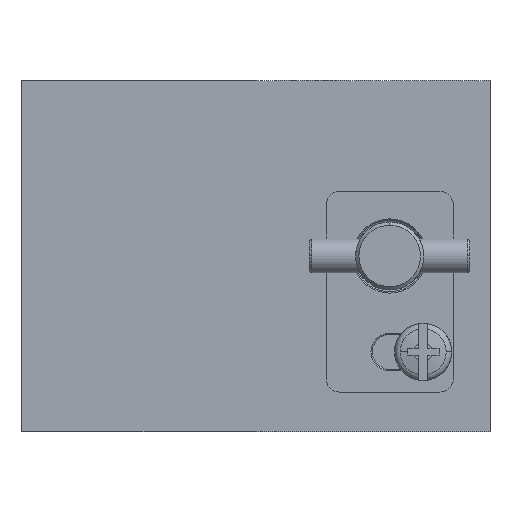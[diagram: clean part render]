
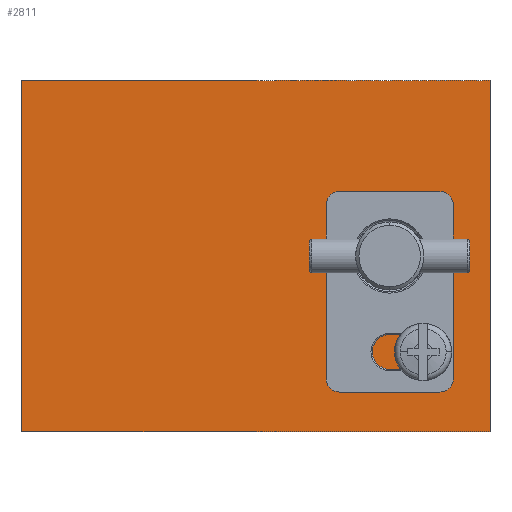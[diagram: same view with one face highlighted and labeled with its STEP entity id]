
A CAD part, left-side view. The second image highlights one B-rep face of the part: STEP entity #2811.
In plain terms, the highlighted planar face has unit normal (-1, 0, 0).
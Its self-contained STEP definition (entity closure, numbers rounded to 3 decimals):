
#352 = AXIS2_PLACEMENT_3D ( 'NONE', #13600, #7839, #6490 ) ;
#508 = CARTESIAN_POINT ( 'NONE',  ( 0., -60., 11.9 ) ) ;
#520 = EDGE_LOOP ( 'NONE', ( #14030, #1569, #13351, #2306 ) ) ;
#984 = DIRECTION ( 'NONE',  ( 0., 1., 0. ) ) ;
#1569 = ORIENTED_EDGE ( 'NONE', *, *, #11251, .F. ) ;
#1599 = EDGE_CURVE ( 'NONE', #14169, #14488, #6368, .T. ) ;
#1638 = CARTESIAN_POINT ( 'NONE',  ( 0., 0., 52.5 ) ) ;
#1669 = DIRECTION ( 'NONE',  ( 0., 0., 1. ) ) ;
#1764 = ORIENTED_EDGE ( 'NONE', *, *, #4349, .F. ) ;
#1848 = VERTEX_POINT ( 'NONE', #9649 ) ;
#2306 = ORIENTED_EDGE ( 'NONE', *, *, #14203, .T. ) ;
#2408 = CARTESIAN_POINT ( 'NONE',  ( 0., -70., 52.5 ) ) ;
#2648 = VECTOR ( 'NONE', #11125, 1000. ) ;
#2688 = LINE ( 'NONE', #3563, #11238 ) ;
#2811 = ADVANCED_FACE ( 'NONE', ( #8210, #8932, #8225 ), #3516, .F. ) ;
#2848 = AXIS2_PLACEMENT_3D ( 'NONE', #9591, #11833, #10770 ) ;
#2991 = LINE ( 'NONE', #9958, #2648 ) ;
#3052 = DIRECTION ( 'NONE',  ( -1., 0., 0. ) ) ;
#3268 = EDGE_CURVE ( 'NONE', #5397, #11568, #11989, .T. ) ;
#3516 = PLANE ( 'NONE',  #8679 ) ;
#3563 = CARTESIAN_POINT ( 'NONE',  ( 0., 0., 0. ) ) ;
#3647 = AXIS2_PLACEMENT_3D ( 'NONE', #508, #8632, #1669 ) ;
#4349 = EDGE_CURVE ( 'NONE', #14536, #10513, #12526, .T. ) ;
#4354 = VERTEX_POINT ( 'NONE', #13137 ) ;
#4356 = DIRECTION ( 'NONE',  ( 0., 0., 1. ) ) ;
#4518 = CARTESIAN_POINT ( 'NONE',  ( 0., -60., 9.8 ) ) ;
#4892 = DIRECTION ( 'NONE',  ( 0., -1., 0. ) ) ;
#4958 = ORIENTED_EDGE ( 'NONE', *, *, #3268, .F. ) ;
#5200 = EDGE_CURVE ( 'NONE', #11568, #5397, #14323, .T. ) ;
#5202 = VECTOR ( 'NONE', #5855, 1000. ) ;
#5397 = VERTEX_POINT ( 'NONE', #4518 ) ;
#5420 = CARTESIAN_POINT ( 'NONE',  ( 0., 0., 52.5 ) ) ;
#5490 = AXIS2_PLACEMENT_3D ( 'NONE', #10071, #3052, #4356 ) ;
#5633 = DIRECTION ( 'NONE',  ( 0., -1., 0. ) ) ;
#5756 = LINE ( 'NONE', #12915, #5202 ) ;
#5780 = CARTESIAN_POINT ( 'NONE',  ( 0., -55., 32.25 ) ) ;
#5815 = EDGE_CURVE ( 'NONE', #1848, #4354, #2688, .T. ) ;
#5855 = DIRECTION ( 'NONE',  ( 0., 0., -1. ) ) ;
#6368 = LINE ( 'NONE', #5420, #14691 ) ;
#6490 = DIRECTION ( 'NONE',  ( 0., 0., 1. ) ) ;
#7839 = DIRECTION ( 'NONE',  ( -1., 0., 0. ) ) ;
#8029 = EDGE_LOOP ( 'NONE', ( #14593, #4958 ) ) ;
#8110 = CARTESIAN_POINT ( 'NONE',  ( 0., 0., 52.5 ) ) ;
#8210 = FACE_BOUND ( 'NONE', #8029, .T. ) ;
#8225 = FACE_BOUND ( 'NONE', #11494, .T. ) ;
#8632 = DIRECTION ( 'NONE',  ( -1., 0., 0. ) ) ;
#8679 = AXIS2_PLACEMENT_3D ( 'NONE', #8110, #14954, #984 ) ;
#8797 = CARTESIAN_POINT ( 'NONE',  ( 0., -60., 14. ) ) ;
#8932 = FACE_OUTER_BOUND ( 'NONE', #520, .T. ) ;
#9591 = CARTESIAN_POINT ( 'NONE',  ( 0., -55., 26.25 ) ) ;
#9649 = CARTESIAN_POINT ( 'NONE',  ( 0., 0., 0. ) ) ;
#9891 = CIRCLE ( 'NONE', #352, 6. ) ;
#9958 = CARTESIAN_POINT ( 'NONE',  ( 0., 0., 52.5 ) ) ;
#10071 = CARTESIAN_POINT ( 'NONE',  ( 0., -60., 11.9 ) ) ;
#10513 = VERTEX_POINT ( 'NONE', #11974 ) ;
#10542 = ORIENTED_EDGE ( 'NONE', *, *, #10900, .F. ) ;
#10770 = DIRECTION ( 'NONE',  ( 0., 0., 1. ) ) ;
#10900 = EDGE_CURVE ( 'NONE', #10513, #14536, #9891, .T. ) ;
#11125 = DIRECTION ( 'NONE',  ( 0., 0., -1. ) ) ;
#11238 = VECTOR ( 'NONE', #4892, 1000. ) ;
#11251 = EDGE_CURVE ( 'NONE', #14488, #4354, #5756, .T. ) ;
#11494 = EDGE_LOOP ( 'NONE', ( #1764, #10542 ) ) ;
#11568 = VERTEX_POINT ( 'NONE', #8797 ) ;
#11833 = DIRECTION ( 'NONE',  ( -1., 0., 0. ) ) ;
#11974 = CARTESIAN_POINT ( 'NONE',  ( 0., -55., 20.25 ) ) ;
#11989 = CIRCLE ( 'NONE', #3647, 2.1 ) ;
#12526 = CIRCLE ( 'NONE', #2848, 6. ) ;
#12915 = CARTESIAN_POINT ( 'NONE',  ( 0., -70., 52.5 ) ) ;
#13137 = CARTESIAN_POINT ( 'NONE',  ( 0., -70., 0. ) ) ;
#13351 = ORIENTED_EDGE ( 'NONE', *, *, #1599, .F. ) ;
#13600 = CARTESIAN_POINT ( 'NONE',  ( 0., -55., 26.25 ) ) ;
#14030 = ORIENTED_EDGE ( 'NONE', *, *, #5815, .T. ) ;
#14169 = VERTEX_POINT ( 'NONE', #1638 ) ;
#14203 = EDGE_CURVE ( 'NONE', #14169, #1848, #2991, .T. ) ;
#14323 = CIRCLE ( 'NONE', #5490, 2.1 ) ;
#14488 = VERTEX_POINT ( 'NONE', #2408 ) ;
#14536 = VERTEX_POINT ( 'NONE', #5780 ) ;
#14593 = ORIENTED_EDGE ( 'NONE', *, *, #5200, .F. ) ;
#14691 = VECTOR ( 'NONE', #5633, 1000. ) ;
#14954 = DIRECTION ( 'NONE',  ( 1., 0., 0. ) ) ;
